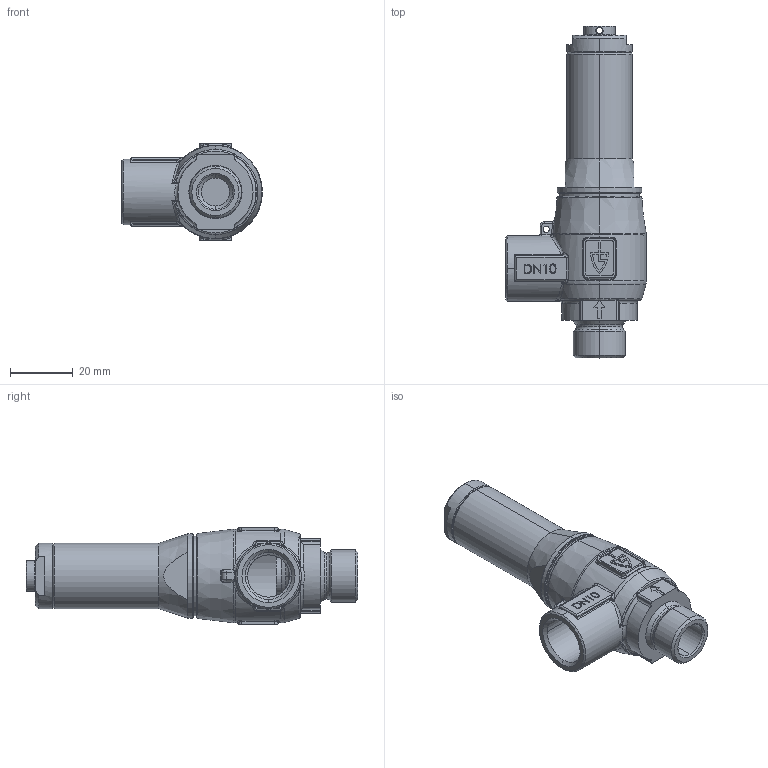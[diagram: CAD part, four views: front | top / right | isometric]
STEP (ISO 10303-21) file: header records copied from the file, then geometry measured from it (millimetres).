
FILE_DESCRIPTION (( 'STEP AP214' ), '1' );
FILE_NAME ('460_3_8 Dummy BSP.STEP', '2012-04-20T08:31:19', ( 'Blankenhorn' ), ( '' ), 'SwSTEP 2.0', 'SolidWorks 2011', '' );
FILE_SCHEMA (( 'AUTOMOTIVE_DESIGN' ));
Length unit declared in the file: millimetre
Products named in the file (1): 460_3_8 Dummy BSP
Bounding box: 45 x 106.1 x 31 mm (x, y, z)
Volume: 28884.4 mm3; surface area: 19492.4 mm2
Topology: 3 solids, 3 shells, 545 faces, 1323 edges, 812 vertices
Faces by surface type: plane 195, cylinder 127, bspline 116, cone 55, torus 50, sphere 2
Entity records: 27267 total; most frequent: CARTESIAN_POINT 9159, ORIENTED_EDGE 2626, DIRECTION 2323, EDGE_CURVE 1313, AXIS2_PLACEMENT_3D 858, VERTEX_POINT 812, VECTOR 607, LINE 607
